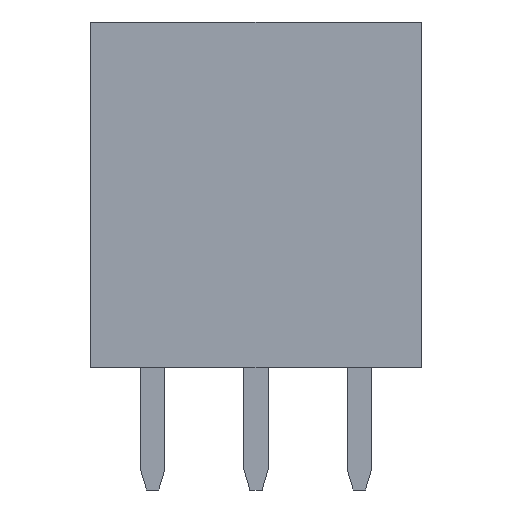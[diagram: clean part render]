
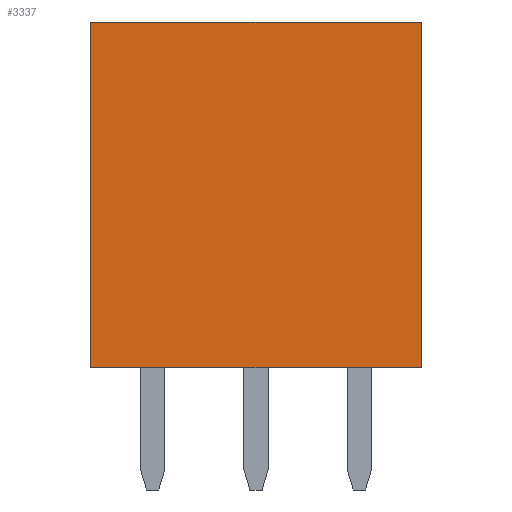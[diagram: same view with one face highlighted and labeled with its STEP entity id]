
A CAD part, front view. The second image highlights one B-rep face of the part: STEP entity #3337.
In plain terms, the highlighted face is planar.
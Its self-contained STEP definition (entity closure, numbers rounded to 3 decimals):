
#123=FACE_OUTER_BOUND('',#313,.T.);
#313=EDGE_LOOP('',(#2329,#2330,#2331,#2332));
#506=LINE('',#4573,#974);
#608=LINE('',#4771,#1076);
#610=LINE('',#4775,#1078);
#611=LINE('',#4776,#1079);
#974=VECTOR('',#3728,10.);
#1076=VECTOR('',#3836,25.9);
#1078=VECTOR('',#3840,25.9);
#1079=VECTOR('',#3841,8.5);
#1441=VERTEX_POINT('',#4569);
#1443=VERTEX_POINT('',#4572);
#1536=VERTEX_POINT('',#4770);
#1537=VERTEX_POINT('',#4774);
#1746=EDGE_CURVE('',#1443,#1441,#506,.T.);
#1848=EDGE_CURVE('',#1536,#1443,#608,.T.);
#1850=EDGE_CURVE('',#1537,#1441,#610,.T.);
#1851=EDGE_CURVE('',#1537,#1536,#611,.T.);
#2329=ORIENTED_EDGE('',*,*,#1746,.T.);
#2330=ORIENTED_EDGE('',*,*,#1850,.F.);
#2331=ORIENTED_EDGE('',*,*,#1851,.T.);
#2332=ORIENTED_EDGE('',*,*,#1848,.T.);
#3153=PLANE('',#3537);
#3337=ADVANCED_FACE('',(#123),#3153,.T.);
#3537=AXIS2_PLACEMENT_3D('',#4773,#3838,#3839);
#3728=DIRECTION('',(0.,1.,0.));
#3836=DIRECTION('',(1.,0.,0.));
#3838=DIRECTION('center_axis',(0.,0.,1.));
#3839=DIRECTION('ref_axis',(0.,-1.,0.));
#3840=DIRECTION('',(1.,0.,0.));
#3841=DIRECTION('',(0.,-1.,0.));
#4569=CARTESIAN_POINT('',(-30.23,8.5,2.5));
#4572=CARTESIAN_POINT('',(-30.23,0.,2.5));
#4573=CARTESIAN_POINT('',(-30.23,6.45,2.5));
#4770=CARTESIAN_POINT('',(-38.35,0.,2.5));
#4771=CARTESIAN_POINT('',(-38.35,0.,2.5));
#4773=CARTESIAN_POINT('Origin',(-12.95,8.5,2.5));
#4774=CARTESIAN_POINT('',(-38.35,8.5,2.5));
#4775=CARTESIAN_POINT('',(-38.35,8.5,2.5));
#4776=CARTESIAN_POINT('',(-38.35,8.5,2.5));
